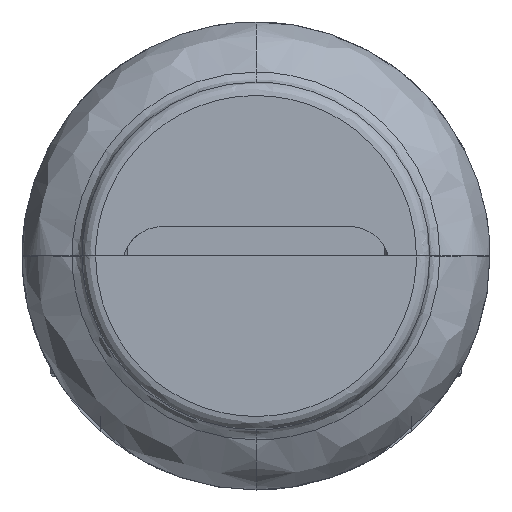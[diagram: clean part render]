
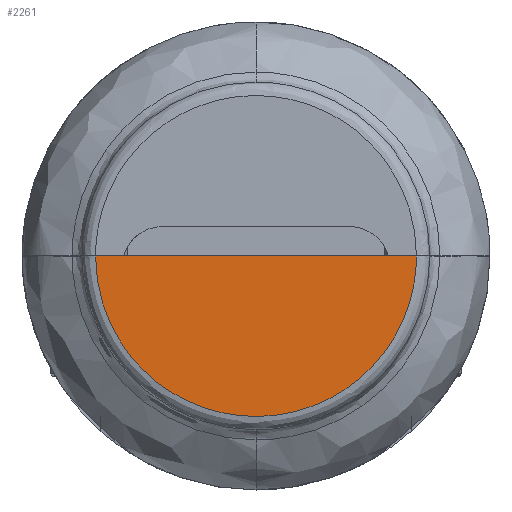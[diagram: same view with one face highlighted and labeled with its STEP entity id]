
A CAD part, front view. The second image highlights one B-rep face of the part: STEP entity #2261.
In plain terms, the highlighted planar face has unit normal (0, -1, 0).
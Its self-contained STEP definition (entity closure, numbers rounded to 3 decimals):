
#680 = CARTESIAN_POINT ( 'NONE',  ( 5.694, -19., -1.932 ) ) ;
#814 = CARTESIAN_POINT ( 'NONE',  ( 3.686, -19., -4.799 ) ) ;
#1629 = B_SPLINE_CURVE_WITH_KNOTS ( 'NONE', 3,
 ( #13369, #2934, #11712, #15534, #18152, #2802, #21774, #7533, #11840, #11293, #13491, #22039, #814, #9743, #19800, #680, #5153, #26333, #9203, #11425 ),
 .UNSPECIFIED., .F., .F.,
 ( 4, 2, 2, 2, 2, 2, 2, 2, 2, 4 ),
 ( 0., 0.125, 0.25, 0.375, 0.5, 0.625, 0.75, 0.875, 0.938, 1. ),
 .UNSPECIFIED. ) ;
#1967 = DIRECTION ( 'NONE',  ( 0., 1., 0. ) ) ;
#2261 = ADVANCED_FACE ( 'NONE', ( #24960 ), #23021, .F. ) ;
#2802 = CARTESIAN_POINT ( 'NONE',  ( -3.686, -19., -4.799 ) ) ;
#2934 = CARTESIAN_POINT ( 'NONE',  ( -6., -19., -0.788 ) ) ;
#2943 = CARTESIAN_POINT ( 'NONE',  ( -6., -19., 0. ) ) ;
#5153 = CARTESIAN_POINT ( 'NONE',  ( 5.808, -19., -1.557 ) ) ;
#5895 = CARTESIAN_POINT ( 'NONE',  ( 6., -19., 0. ) ) ;
#7533 = CARTESIAN_POINT ( 'NONE',  ( -1.569, -19., -5.845 ) ) ;
#8242 = CARTESIAN_POINT ( 'NONE',  ( -6., -19., 0. ) ) ;
#9203 = CARTESIAN_POINT ( 'NONE',  ( 6., -19., -0.394 ) ) ;
#9743 = CARTESIAN_POINT ( 'NONE',  ( 4.799, -19., -3.686 ) ) ;
#10950 = EDGE_LOOP ( 'NONE', ( #14295, #21479 ) ) ;
#11293 = CARTESIAN_POINT ( 'NONE',  ( 0.787, -19., -6. ) ) ;
#11425 = CARTESIAN_POINT ( 'NONE',  ( 6., -19., 0. ) ) ;
#11712 = CARTESIAN_POINT ( 'NONE',  ( -5.844, -19., -1.569 ) ) ;
#11840 = CARTESIAN_POINT ( 'NONE',  ( -0.787, -19., -6. ) ) ;
#11860 = AXIS2_PLACEMENT_3D ( 'NONE', #20930, #1967, #17063 ) ;
#13369 = CARTESIAN_POINT ( 'NONE',  ( -6., -19., 0. ) ) ;
#13491 = CARTESIAN_POINT ( 'NONE',  ( 1.569, -19., -5.844 ) ) ;
#14161 = EDGE_CURVE ( 'NONE', #21740, #25262, #1629, .T. ) ;
#14295 = ORIENTED_EDGE ( 'NONE', *, *, #25484, .F. ) ;
#15292 = B_SPLINE_CURVE_WITH_KNOTS ( 'NONE', 3,
 ( #8242, #27045, #25089, #26768 ),
 .UNSPECIFIED., .F., .F.,
 ( 4, 4 ),
 ( 0., 1. ),
 .UNSPECIFIED. ) ;
#15534 = CARTESIAN_POINT ( 'NONE',  ( -5.242, -19., -3.023 ) ) ;
#17063 = DIRECTION ( 'NONE',  ( -0.707, 0., 0.707 ) ) ;
#18152 = CARTESIAN_POINT ( 'NONE',  ( -4.799, -19., -3.686 ) ) ;
#19800 = CARTESIAN_POINT ( 'NONE',  ( 5.242, -19., -3.023 ) ) ;
#20930 = CARTESIAN_POINT ( 'NONE',  ( 0., -19., 0. ) ) ;
#21479 = ORIENTED_EDGE ( 'NONE', *, *, #14161, .T. ) ;
#21740 = VERTEX_POINT ( 'NONE', #2943 ) ;
#21774 = CARTESIAN_POINT ( 'NONE',  ( -3.023, -19., -5.242 ) ) ;
#22039 = CARTESIAN_POINT ( 'NONE',  ( 3.023, -19., -5.242 ) ) ;
#23021 = PLANE ( 'NONE',  #11860 ) ;
#24960 = FACE_OUTER_BOUND ( 'NONE', #10950, .T. ) ;
#25089 = CARTESIAN_POINT ( 'NONE',  ( 2., -19., 0. ) ) ;
#25262 = VERTEX_POINT ( 'NONE', #5895 ) ;
#25484 = EDGE_CURVE ( 'NONE', #21740, #25262, #15292, .T. ) ;
#26333 = CARTESIAN_POINT ( 'NONE',  ( 5.962, -19., -0.784 ) ) ;
#26768 = CARTESIAN_POINT ( 'NONE',  ( 6., -19., 0. ) ) ;
#27045 = CARTESIAN_POINT ( 'NONE',  ( -2., -19., 0. ) ) ;
